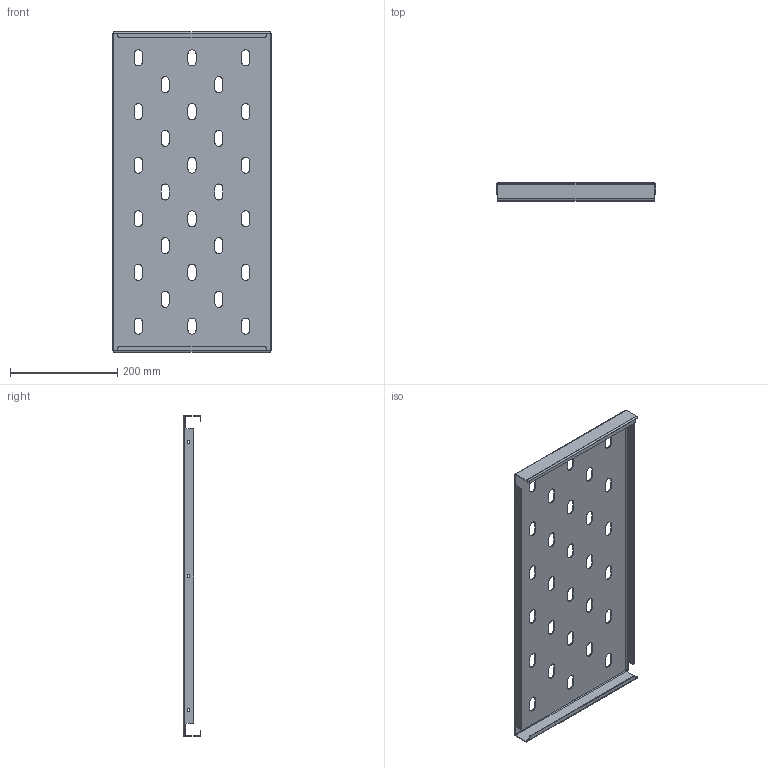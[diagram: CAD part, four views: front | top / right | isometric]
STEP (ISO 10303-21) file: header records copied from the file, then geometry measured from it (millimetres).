
FILE_DESCRIPTION (( 'STEP AP214' ), '1' );
FILE_NAME ('945.147.STEP', '2024-10-04T06:32:24', ( '' ), ( '' ), 'SwSTEP 2.0', 'SolidWorks 2021', '' );
FILE_SCHEMA (( 'AUTOMOTIVE_DESIGN' ));
Length unit declared in the file: millimetre
Products named in the file (1): 945.147
Bounding box: 298 x 33 x 598 mm (x, y, z)
Volume: 312502.9 mm3; surface area: 423055.9 mm2
Topology: 1 solids, 1 shells, 238 faces, 668 edges, 432 vertices
Faces by surface type: cylinder 132, plane 106
Entity records: 7918 total; most frequent: DIRECTION 1402, CARTESIAN_POINT 1387, ORIENTED_EDGE 1336, EDGE_CURVE 668, AXIS2_PLACEMENT_3D 503, VERTEX_POINT 432, VECTOR 396, LINE 396
